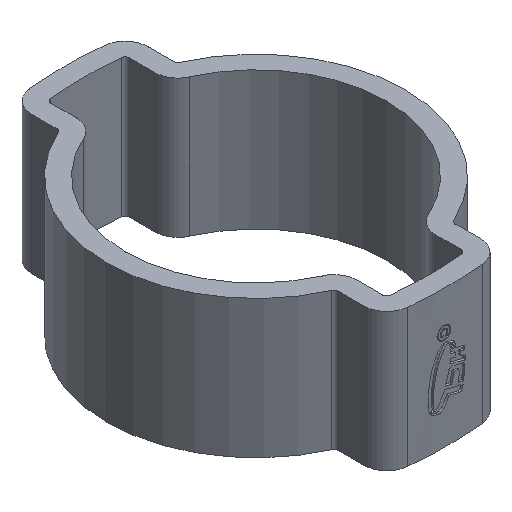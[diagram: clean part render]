
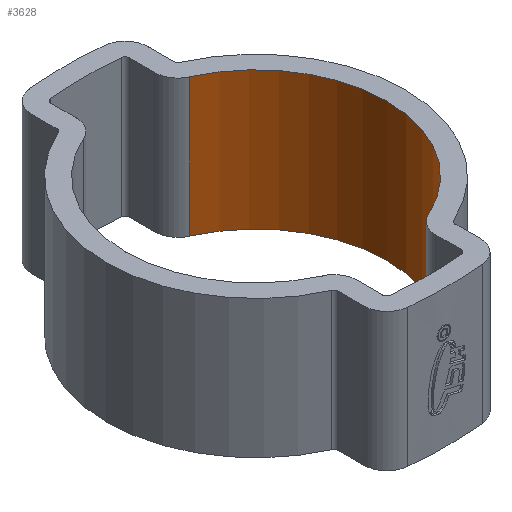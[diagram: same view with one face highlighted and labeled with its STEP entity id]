
A CAD part, isometric view. The second image highlights one B-rep face of the part: STEP entity #3628.
In plain terms, the highlighted cylindrical face has radius 6.15 mm (diameter 12.3 mm), a partial arc.
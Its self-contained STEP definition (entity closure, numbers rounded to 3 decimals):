
#86 = AXIS2_PLACEMENT_3D ( 'NONE', #4479, #1873, #438 ) ;
#367 = ORIENTED_EDGE ( 'NONE', *, *, #990, .T. ) ;
#433 = ORIENTED_EDGE ( 'NONE', *, *, #3905, .T. ) ;
#438 = DIRECTION ( 'NONE',  ( -1., 0., 0. ) ) ;
#948 = CYLINDRICAL_SURFACE ( 'NONE', #2345, 6.15 ) ;
#976 = LINE ( 'NONE', #3672, #2808 ) ;
#990 = EDGE_CURVE ( 'NONE', #4632, #4054, #5719, .T. ) ;
#1281 = EDGE_LOOP ( 'NONE', ( #1898, #4386, #433, #367 ) ) ;
#1336 = CARTESIAN_POINT ( 'NONE',  ( 2.502, 5.618, -3.25 ) ) ;
#1595 = CARTESIAN_POINT ( 'NONE',  ( 2.502, -5.618, 3.25 ) ) ;
#1645 = DIRECTION ( 'NONE',  ( 0., 0., -1. ) ) ;
#1873 = DIRECTION ( 'NONE',  ( 0., 0., 1. ) ) ;
#1898 = ORIENTED_EDGE ( 'NONE', *, *, #3134, .F. ) ;
#2345 = AXIS2_PLACEMENT_3D ( 'NONE', #5009, #4098, #4069 ) ;
#2432 = CIRCLE ( 'NONE', #86, 6.15 ) ;
#2748 = VERTEX_POINT ( 'NONE', #5304 ) ;
#2797 = CARTESIAN_POINT ( 'NONE',  ( 0., 0., 3.25 ) ) ;
#2808 = VECTOR ( 'NONE', #5778, 1000. ) ;
#3134 = EDGE_CURVE ( 'NONE', #2748, #4054, #2432, .T. ) ;
#3222 = FACE_OUTER_BOUND ( 'NONE', #1281, .T. ) ;
#3226 = VECTOR ( 'NONE', #1645, 1000. ) ;
#3253 = VERTEX_POINT ( 'NONE', #1595 ) ;
#3333 = DIRECTION ( 'NONE',  ( -1., 0., 0. ) ) ;
#3377 = CIRCLE ( 'NONE', #3665, 6.15 ) ;
#3628 = ADVANCED_FACE ( 'NONE', ( #3222 ), #948, .F. ) ;
#3665 = AXIS2_PLACEMENT_3D ( 'NONE', #2797, #3722, #3333 ) ;
#3672 = CARTESIAN_POINT ( 'NONE',  ( 2.502, -5.618, 3.25 ) ) ;
#3722 = DIRECTION ( 'NONE',  ( 0., 0., 1. ) ) ;
#3905 = EDGE_CURVE ( 'NONE', #3253, #4632, #3377, .T. ) ;
#4054 = VERTEX_POINT ( 'NONE', #1336 ) ;
#4069 = DIRECTION ( 'NONE',  ( -1., 0., 0. ) ) ;
#4098 = DIRECTION ( 'NONE',  ( 0., 0., -1. ) ) ;
#4386 = ORIENTED_EDGE ( 'NONE', *, *, #5192, .F. ) ;
#4479 = CARTESIAN_POINT ( 'NONE',  ( 0., 0., -3.25 ) ) ;
#4632 = VERTEX_POINT ( 'NONE', #4959 ) ;
#4959 = CARTESIAN_POINT ( 'NONE',  ( 2.502, 5.618, 3.25 ) ) ;
#5009 = CARTESIAN_POINT ( 'NONE',  ( 0., 0., 3.25 ) ) ;
#5192 = EDGE_CURVE ( 'NONE', #3253, #2748, #976, .T. ) ;
#5304 = CARTESIAN_POINT ( 'NONE',  ( 2.502, -5.618, -3.25 ) ) ;
#5663 = CARTESIAN_POINT ( 'NONE',  ( 2.502, 5.618, 3.25 ) ) ;
#5719 = LINE ( 'NONE', #5663, #3226 ) ;
#5778 = DIRECTION ( 'NONE',  ( 0., 0., -1. ) ) ;
